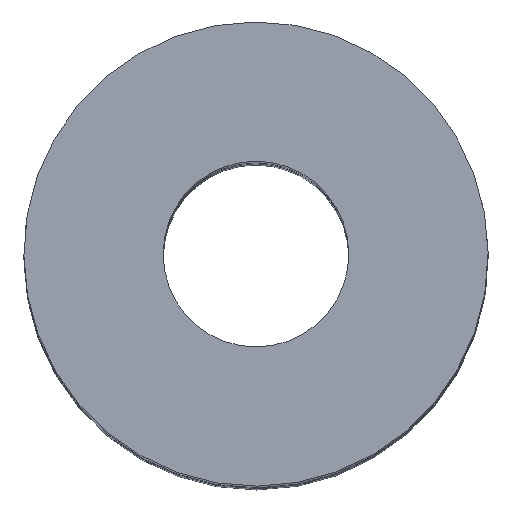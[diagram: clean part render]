
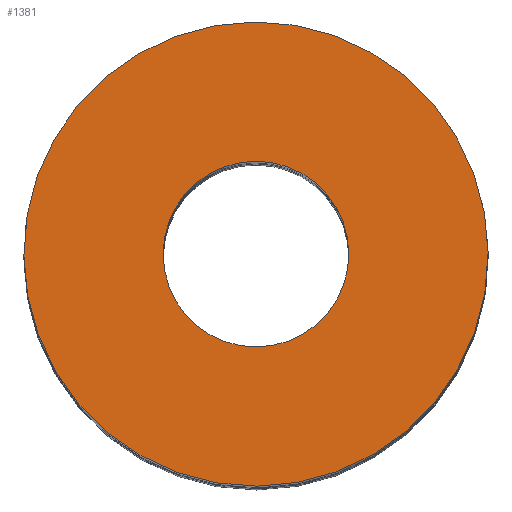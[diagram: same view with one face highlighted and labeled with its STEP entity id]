
A CAD part, front view. The second image highlights one B-rep face of the part: STEP entity #1381.
In plain terms, the highlighted face is planar.
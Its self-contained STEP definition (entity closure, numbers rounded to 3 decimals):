
#106 = VERTEX_POINT ( 'NONE', #1212 ) ;
#113 = DIRECTION ( 'NONE',  ( 0., 0., 1. ) ) ;
#130 = CARTESIAN_POINT ( 'NONE',  ( 0., 1.4, 0. ) ) ;
#145 = CARTESIAN_POINT ( 'NONE',  ( 0., 1.4, 0. ) ) ;
#160 = EDGE_CURVE ( 'NONE', #1493, #355, #1164, .T. ) ;
#248 = ORIENTED_EDGE ( 'NONE', *, *, #160, .F. ) ;
#292 = AXIS2_PLACEMENT_3D ( 'NONE', #130, #778, #113 ) ;
#326 = ORIENTED_EDGE ( 'NONE', *, *, #704, .F. ) ;
#341 = CARTESIAN_POINT ( 'NONE',  ( 0., 1.4, -2. ) ) ;
#352 = CARTESIAN_POINT ( 'NONE',  ( 0., 1.4, 0. ) ) ;
#355 = VERTEX_POINT ( 'NONE', #341 ) ;
#358 = DIRECTION ( 'NONE',  ( 0., 0., 1. ) ) ;
#375 = CARTESIAN_POINT ( 'NONE',  ( 0., 1.4, 2. ) ) ;
#483 = CARTESIAN_POINT ( 'NONE',  ( 0., 1.4, 0. ) ) ;
#485 = AXIS2_PLACEMENT_3D ( 'NONE', #483, #1406, #1281 ) ;
#579 = EDGE_LOOP ( 'NONE', ( #1716, #1396 ) ) ;
#611 = VERTEX_POINT ( 'NONE', #1562 ) ;
#704 = EDGE_CURVE ( 'NONE', #355, #1493, #1670, .T. ) ;
#769 = FACE_OUTER_BOUND ( 'NONE', #579, .T. ) ;
#778 = DIRECTION ( 'NONE',  ( 0., 1., 0. ) ) ;
#857 = CIRCLE ( 'NONE', #1131, 5. ) ;
#1032 = AXIS2_PLACEMENT_3D ( 'NONE', #1463, #1546, #1119 ) ;
#1102 = AXIS2_PLACEMENT_3D ( 'NONE', #145, #1222, #1627 ) ;
#1119 = DIRECTION ( 'NONE',  ( 0., 0., 1. ) ) ;
#1131 = AXIS2_PLACEMENT_3D ( 'NONE', #352, #1160, #358 ) ;
#1160 = DIRECTION ( 'NONE',  ( 0., 1., 0. ) ) ;
#1164 = CIRCLE ( 'NONE', #1032, 2. ) ;
#1175 = PLANE ( 'NONE',  #485 ) ;
#1212 = CARTESIAN_POINT ( 'NONE',  ( 0., 1.4, -5. ) ) ;
#1222 = DIRECTION ( 'NONE',  ( 0., 1., 0. ) ) ;
#1252 = EDGE_LOOP ( 'NONE', ( #326, #248 ) ) ;
#1281 = DIRECTION ( 'NONE',  ( 0., 0., 1. ) ) ;
#1352 = CIRCLE ( 'NONE', #292, 5. ) ;
#1381 = ADVANCED_FACE ( 'NONE', ( #769, #1575 ), #1175, .T. ) ;
#1396 = ORIENTED_EDGE ( 'NONE', *, *, #1561, .T. ) ;
#1406 = DIRECTION ( 'NONE',  ( 0., 1., 0. ) ) ;
#1437 = EDGE_CURVE ( 'NONE', #106, #611, #857, .T. ) ;
#1463 = CARTESIAN_POINT ( 'NONE',  ( 0., 1.4, 0. ) ) ;
#1493 = VERTEX_POINT ( 'NONE', #375 ) ;
#1546 = DIRECTION ( 'NONE',  ( 0., 1., 0. ) ) ;
#1561 = EDGE_CURVE ( 'NONE', #611, #106, #1352, .T. ) ;
#1562 = CARTESIAN_POINT ( 'NONE',  ( 0., 1.4, 5. ) ) ;
#1575 = FACE_BOUND ( 'NONE', #1252, .T. ) ;
#1627 = DIRECTION ( 'NONE',  ( 0., 0., 1. ) ) ;
#1670 = CIRCLE ( 'NONE', #1102, 2. ) ;
#1716 = ORIENTED_EDGE ( 'NONE', *, *, #1437, .T. ) ;
